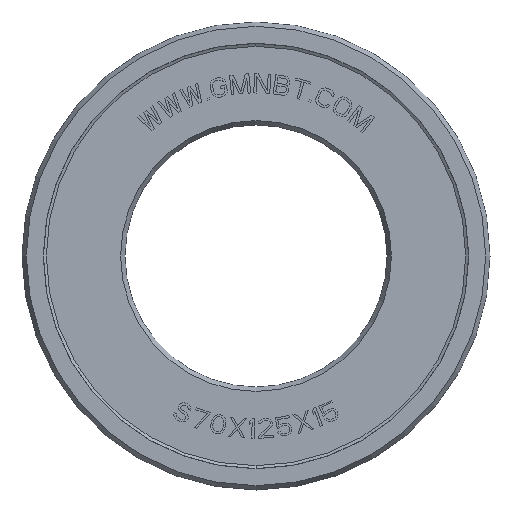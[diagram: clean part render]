
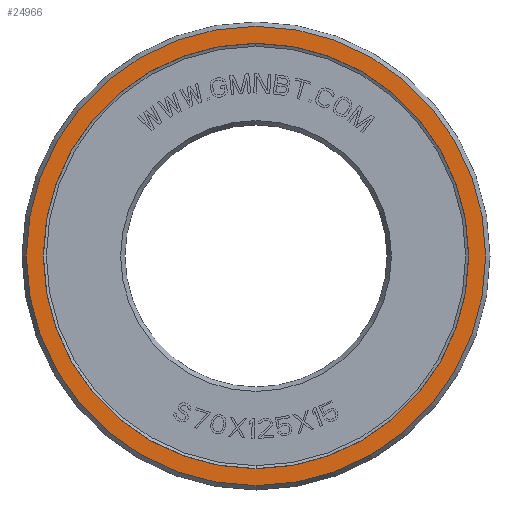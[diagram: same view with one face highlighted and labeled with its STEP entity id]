
A CAD part, front view. The second image highlights one B-rep face of the part: STEP entity #24966.
In plain terms, the highlighted planar face has unit normal (0, -1, 0).
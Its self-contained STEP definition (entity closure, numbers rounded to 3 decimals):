
#24014=CARTESIAN_POINT('',(0.,-7.5,0.));
#24015=DIRECTION('',(0.,1.,0.));
#24016=DIRECTION('',(0.,0.,-1.));
#24017=AXIS2_PLACEMENT_3D('',#24014,#24015,#24016);
#24022=CARTESIAN_POINT('',(0.,-7.5,0.));
#24023=DIRECTION('',(0.,-1.,0.));
#24024=DIRECTION('',(0.,0.,-1.));
#24025=AXIS2_PLACEMENT_3D('',#24022,#24023,#24024);
#24037=CARTESIAN_POINT('',(0.,-7.5,0.));
#24038=DIRECTION('',(0.,-1.,0.));
#24039=DIRECTION('',(0.,0.,-1.));
#24040=AXIS2_PLACEMENT_3D('',#24037,#24038,#24039);
#24052=CARTESIAN_POINT('',(0.,-7.5,0.));
#24053=DIRECTION('',(0.,1.,0.));
#24054=DIRECTION('',(0.,0.,-1.));
#24055=AXIS2_PLACEMENT_3D('',#24052,#24053,#24054);
#24478=CARTESIAN_POINT('',(0.,-7.5,-61.345));
#24480=VERTEX_POINT('',#24478);
#24518=CARTESIAN_POINT('',(0.,-7.5,61.345));
#24520=VERTEX_POINT('',#24518);
#24536=CARTESIAN_POINT('',(0.,-7.5,-56.816));
#24537=VERTEX_POINT('',#24536);
#24548=CARTESIAN_POINT('',(0.,-7.5,56.816));
#24549=VERTEX_POINT('',#24548);
#24951=CARTESIAN_POINT('',(0.,-7.5,0.));
#24952=DIRECTION('',(0.,1.,0.));
#24953=DIRECTION('',(0.,0.,-1.));
#24954=AXIS2_PLACEMENT_3D('',#24951,#24952,#24953);
#24955=PLANE('',#24954);
#24957=ORIENTED_EDGE('',*,*,#24956,.F.);
#24959=ORIENTED_EDGE('',*,*,#24958,.T.);
#24960=EDGE_LOOP('',(#24957,#24959));
#24961=FACE_OUTER_BOUND('',#24960,.F.);
#24962=ORIENTED_EDGE('',*,*,#24937,.F.);
#24963=ORIENTED_EDGE('',*,*,#24919,.T.);
#24964=EDGE_LOOP('',(#24962,#24963));
#24965=FACE_BOUND('',#24964,.F.);
#24018=CIRCLE('',#24017,56.816);
#24026=CIRCLE('',#24025,56.816);
#24041=CIRCLE('',#24040,61.345);
#24056=CIRCLE('',#24055,61.345);
#24919=EDGE_CURVE('',#24537,#24549,#24026,.T.);
#24937=EDGE_CURVE('',#24537,#24549,#24018,.T.);
#24956=EDGE_CURVE('',#24480,#24520,#24041,.T.);
#24958=EDGE_CURVE('',#24480,#24520,#24056,.T.);
#24966=ADVANCED_FACE('',(#24961,#24965),#24955,.F.);
